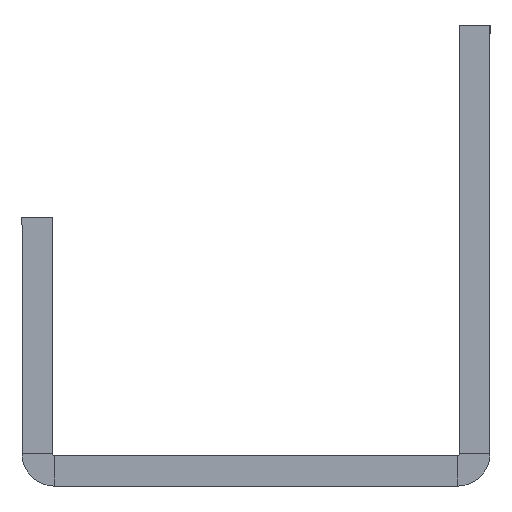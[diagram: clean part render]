
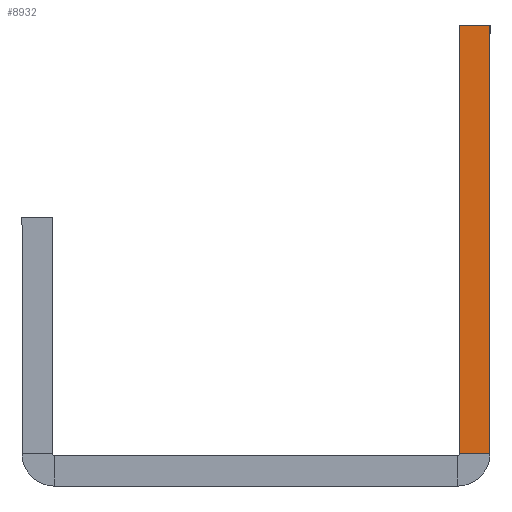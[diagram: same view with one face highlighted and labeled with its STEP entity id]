
A CAD part, left-side view. The second image highlights one B-rep face of the part: STEP entity #8932.
In plain terms, the highlighted planar face has unit normal (-1, 0, 0).
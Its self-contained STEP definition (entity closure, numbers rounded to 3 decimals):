
#144 = EDGE_CURVE ( 'NONE', #5373, #5463, #8757, .T. ) ;
#270 = EDGE_LOOP ( 'NONE', ( #3153, #3162, #3171, #3180 ) ) ;
#483 = FACE_OUTER_BOUND ( 'NONE', #270, .T. ) ;
#2101 = CARTESIAN_POINT ( 'NONE',  ( -622.5, -15.25, 2. ) ) ;
#2105 = PLANE ( 'NONE',  #7962 ) ;
#2108 = DIRECTION ( 'NONE',  ( 1., 0., 0. ) ) ;
#2109 = DIRECTION ( 'NONE',  ( 0., 0., -1. ) ) ;
#3153 = ORIENTED_EDGE ( 'NONE', *, *, #7100, .T. ) ;
#3162 = ORIENTED_EDGE ( 'NONE', *, *, #144, .F. ) ;
#3171 = ORIENTED_EDGE ( 'NONE', *, *, #7104, .T. ) ;
#3180 = ORIENTED_EDGE ( 'NONE', *, *, #7107, .T. ) ;
#3295 = CARTESIAN_POINT ( 'NONE',  ( -622.5, -13.25, 2.1 ) ) ;
#3303 = DIRECTION ( 'NONE',  ( 0., -1., 0. ) ) ;
#3311 = CARTESIAN_POINT ( 'NONE',  ( -622.5, -15.25, 30. ) ) ;
#3312 = DIRECTION ( 'NONE',  ( 0., 1., 0. ) ) ;
#3317 = CARTESIAN_POINT ( 'NONE',  ( -622.5, -13.25, 2. ) ) ;
#3318 = DIRECTION ( 'NONE',  ( 0., 0., -1. ) ) ;
#5373 = VERTEX_POINT ( 'NONE', #6214 ) ;
#5378 = VERTEX_POINT ( 'NONE', #6219 ) ;
#5398 = VERTEX_POINT ( 'NONE', #6239 ) ;
#5463 = VERTEX_POINT ( 'NONE', #6304 ) ;
#5865 = CARTESIAN_POINT ( 'NONE',  ( -622.5, -15.25, 2. ) ) ;
#5868 = DIRECTION ( 'NONE',  ( 0., 0., -1. ) ) ;
#6214 = CARTESIAN_POINT ( 'NONE',  ( -622.5, -15.25, 30. ) ) ;
#6219 = CARTESIAN_POINT ( 'NONE',  ( -622.5, -13.25, 2.1 ) ) ;
#6239 = CARTESIAN_POINT ( 'NONE',  ( -622.5, -13.25, 30. ) ) ;
#6304 = CARTESIAN_POINT ( 'NONE',  ( -622.5, -15.25, 2.1 ) ) ;
#6429 = LINE ( 'NONE', #3317, #6430 ) ;
#6430 = VECTOR ( 'NONE', #3318, 1000. ) ;
#7100 = EDGE_CURVE ( 'NONE', #5378, #5463, #8795, .T. ) ;
#7104 = EDGE_CURVE ( 'NONE', #5373, #5398, #8797, .T. ) ;
#7107 = EDGE_CURVE ( 'NONE', #5398, #5378, #6429, .T. ) ;
#7962 = AXIS2_PLACEMENT_3D ( 'NONE', #2101, #2108, #2109 ) ;
#8757 = LINE ( 'NONE', #5865, #8761 ) ;
#8761 = VECTOR ( 'NONE', #5868, 1000. ) ;
#8788 = VECTOR ( 'NONE', #3303, 1000. ) ;
#8795 = LINE ( 'NONE', #3295, #8788 ) ;
#8797 = LINE ( 'NONE', #3311, #8798 ) ;
#8798 = VECTOR ( 'NONE', #3312, 1000. ) ;
#8932 = ADVANCED_FACE ( 'NONE', ( #483 ), #2105, .F. ) ;
